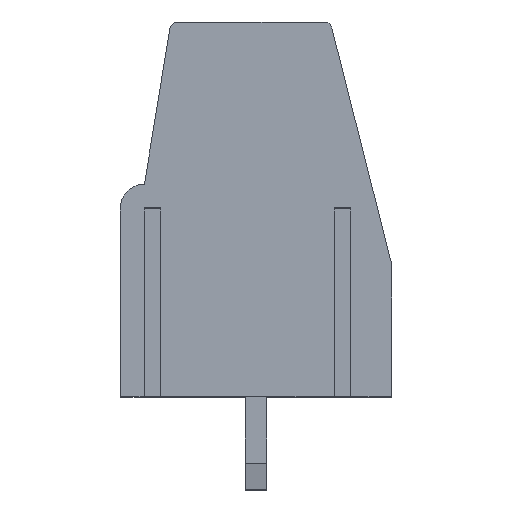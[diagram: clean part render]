
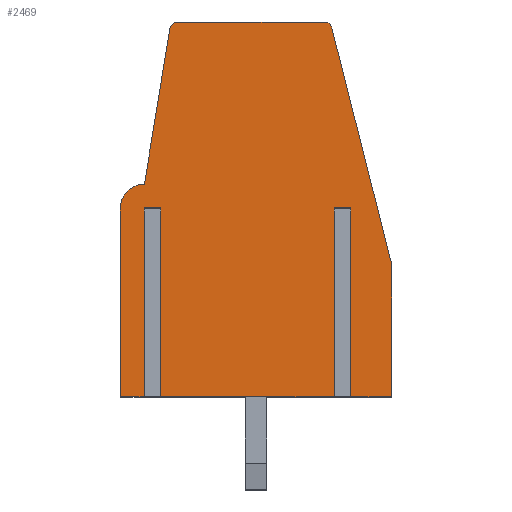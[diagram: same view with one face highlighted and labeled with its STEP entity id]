
A CAD part, top view. The second image highlights one B-rep face of the part: STEP entity #2469.
In plain terms, the highlighted planar face has unit normal (0, 0, 1).
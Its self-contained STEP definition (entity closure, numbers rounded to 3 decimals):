
#5 = ORIENTED_EDGE ( 'NONE', *, *, #2033, .F. ) ;
#20 = CARTESIAN_POINT ( 'NONE',  ( 0.89, 7.1, -2.54 ) ) ;
#21 = VERTEX_POINT ( 'NONE', #455 ) ;
#25 = DIRECTION ( 'NONE',  ( 1., 0., 0. ) ) ;
#26 = VECTOR ( 'NONE', #25, 1000. ) ;
#40 = LINE ( 'NONE', #1402, #3796 ) ;
#52 = CARTESIAN_POINT ( 'NONE',  ( 10.2, 5., -2.54 ) ) ;
#92 = VECTOR ( 'NONE', #2784, 1000. ) ;
#110 = CARTESIAN_POINT ( 'NONE',  ( 1.51, 7.1, -2.54 ) ) ;
#134 = CARTESIAN_POINT ( 'NONE',  ( 2.155, 14.1, -2.54 ) ) ;
#149 = VERTEX_POINT ( 'NONE', #3551 ) ;
#210 = DIRECTION ( 'NONE',  ( -1., 0., 0. ) ) ;
#232 = VERTEX_POINT ( 'NONE', #2251 ) ;
#241 = FACE_OUTER_BOUND ( 'NONE', #2922, .T. ) ;
#243 = ORIENTED_EDGE ( 'NONE', *, *, #4150, .F. ) ;
#266 = VERTEX_POINT ( 'NONE', #1326 ) ;
#301 = CARTESIAN_POINT ( 'NONE',  ( 7.9, 14.1, -2.54 ) ) ;
#338 = VERTEX_POINT ( 'NONE', #2194 ) ;
#365 = VECTOR ( 'NONE', #1095, 1000. ) ;
#366 = EDGE_CURVE ( 'NONE', #266, #232, #3647, .T. ) ;
#384 = CARTESIAN_POINT ( 'NONE',  ( 1.9, 14.1, -2.54 ) ) ;
#455 = CARTESIAN_POINT ( 'NONE',  ( 0.9, 8., -2.54 ) ) ;
#477 = DIRECTION ( 'NONE',  ( -1., 0., 0. ) ) ;
#534 = CARTESIAN_POINT ( 'NONE',  ( 10.2, 0., -2.54 ) ) ;
#539 = VERTEX_POINT ( 'NONE', #3223 ) ;
#553 = EDGE_CURVE ( 'NONE', #539, #338, #715, .T. ) ;
#573 = VERTEX_POINT ( 'NONE', #2742 ) ;
#662 = AXIS2_PLACEMENT_3D ( 'NONE', #2757, #2438, #3761 ) ;
#712 = VECTOR ( 'NONE', #2332, 1000. ) ;
#715 = LINE ( 'NONE', #301, #712 ) ;
#717 = CIRCLE ( 'NONE', #1301, 0.9 ) ;
#724 = VECTOR ( 'NONE', #2836, 1000. ) ;
#738 = LINE ( 'NONE', #2111, #3342 ) ;
#747 = ORIENTED_EDGE ( 'NONE', *, *, #2384, .F. ) ;
#757 = EDGE_CURVE ( 'NONE', #1336, #3981, #3174, .T. ) ;
#774 = ORIENTED_EDGE ( 'NONE', *, *, #3277, .T. ) ;
#827 = DIRECTION ( 'NONE',  ( -1., 0., 0. ) ) ;
#852 = EDGE_CURVE ( 'NONE', #2166, #573, #2219, .T. ) ;
#880 = ORIENTED_EDGE ( 'NONE', *, *, #2804, .T. ) ;
#923 = VECTOR ( 'NONE', #2255, 1000. ) ;
#1032 = ORIENTED_EDGE ( 'NONE', *, *, #1785, .F. ) ;
#1046 = ORIENTED_EDGE ( 'NONE', *, *, #757, .F. ) ;
#1095 = DIRECTION ( 'NONE',  ( 0., 1., 0. ) ) ;
#1144 = DIRECTION ( 'NONE',  ( 0., -1., 0. ) ) ;
#1189 = LINE ( 'NONE', #3233, #724 ) ;
#1274 = VECTOR ( 'NONE', #210, 1000. ) ;
#1301 = AXIS2_PLACEMENT_3D ( 'NONE', #4099, #1387, #2435 ) ;
#1307 = VECTOR ( 'NONE', #3868, 1000. ) ;
#1326 = CARTESIAN_POINT ( 'NONE',  ( 1.51, 7.1, -2.54 ) ) ;
#1336 = VERTEX_POINT ( 'NONE', #1892 ) ;
#1387 = DIRECTION ( 'NONE',  ( 0., 0., -1. ) ) ;
#1392 = DIRECTION ( 'NONE',  ( -1., 0., 0. ) ) ;
#1402 = CARTESIAN_POINT ( 'NONE',  ( 0.89, 66.33, -2.54 ) ) ;
#1450 = VECTOR ( 'NONE', #477, 1000. ) ;
#1465 = CARTESIAN_POINT ( 'NONE',  ( 0., 7.1, -2.54 ) ) ;
#1490 = DIRECTION ( 'NONE',  ( 0., -1., 0. ) ) ;
#1562 = EDGE_CURVE ( 'NONE', #3981, #21, #717, .T. ) ;
#1618 = EDGE_CURVE ( 'NONE', #21, #3219, #3461, .T. ) ;
#1672 = ORIENTED_EDGE ( 'NONE', *, *, #2949, .F. ) ;
#1673 = AXIS2_PLACEMENT_3D ( 'NONE', #3270, #2586, #3919 ) ;
#1700 = EDGE_CURVE ( 'NONE', #149, #232, #3724, .T. ) ;
#1785 = EDGE_CURVE ( 'NONE', #2728, #149, #1189, .T. ) ;
#1796 = DIRECTION ( 'NONE',  ( -1., 0., 0. ) ) ;
#1892 = CARTESIAN_POINT ( 'NONE',  ( 0., 0., -2.54 ) ) ;
#1911 = CARTESIAN_POINT ( 'NONE',  ( 10.2, 0., -2.54 ) ) ;
#2008 = VECTOR ( 'NONE', #827, 1000. ) ;
#2019 = CARTESIAN_POINT ( 'NONE',  ( 10.2, 0., -2.54 ) ) ;
#2033 = EDGE_CURVE ( 'NONE', #338, #2166, #3103, .T. ) ;
#2048 = ORIENTED_EDGE ( 'NONE', *, *, #366, .T. ) ;
#2111 = CARTESIAN_POINT ( 'NONE',  ( 8.66, 7.1, -2.54 ) ) ;
#2166 = VERTEX_POINT ( 'NONE', #2936 ) ;
#2194 = CARTESIAN_POINT ( 'NONE',  ( 10.2, 5., -2.54 ) ) ;
#2219 = LINE ( 'NONE', #534, #2008 ) ;
#2251 = CARTESIAN_POINT ( 'NONE',  ( 1.51, 0., -2.54 ) ) ;
#2255 = DIRECTION ( 'NONE',  ( 0., -1., 0. ) ) ;
#2277 = CARTESIAN_POINT ( 'NONE',  ( 0.89, 0., -2.54 ) ) ;
#2332 = DIRECTION ( 'NONE',  ( 0.245, -0.97, 0. ) ) ;
#2381 = VERTEX_POINT ( 'NONE', #134 ) ;
#2384 = EDGE_CURVE ( 'NONE', #266, #3546, #3186, .T. ) ;
#2417 = ORIENTED_EDGE ( 'NONE', *, *, #3201, .F. ) ;
#2435 = DIRECTION ( 'NONE',  ( 1., 0., 0. ) ) ;
#2438 = DIRECTION ( 'NONE',  ( 0., 0., 1. ) ) ;
#2469 = ADVANCED_FACE ( 'NONE', ( #241 ), #4260, .F. ) ;
#2482 = CARTESIAN_POINT ( 'NONE',  ( 1.859, 13.849, -2.54 ) ) ;
#2492 = ORIENTED_EDGE ( 'NONE', *, *, #1562, .F. ) ;
#2586 = DIRECTION ( 'NONE',  ( 0., 0., -1. ) ) ;
#2591 = CIRCLE ( 'NONE', #4053, 0.3 ) ;
#2626 = EDGE_CURVE ( 'NONE', #2634, #573, #3138, .T. ) ;
#2634 = VERTEX_POINT ( 'NONE', #3108 ) ;
#2646 = CARTESIAN_POINT ( 'NONE',  ( 1.51, 66.33, -2.54 ) ) ;
#2708 = DIRECTION ( 'NONE',  ( 0., 0., 1. ) ) ;
#2728 = VERTEX_POINT ( 'NONE', #3960 ) ;
#2742 = CARTESIAN_POINT ( 'NONE',  ( 8.66, 0., -2.54 ) ) ;
#2743 = CARTESIAN_POINT ( 'NONE',  ( 7.666, 14.1, -2.54 ) ) ;
#2757 = CARTESIAN_POINT ( 'NONE',  ( 2.155, 13.8, -2.54 ) ) ;
#2767 = ORIENTED_EDGE ( 'NONE', *, *, #553, .F. ) ;
#2784 = DIRECTION ( 'NONE',  ( 0.162, 0.987, 0. ) ) ;
#2804 = EDGE_CURVE ( 'NONE', #539, #2822, #2591, .T. ) ;
#2822 = VERTEX_POINT ( 'NONE', #2743 ) ;
#2836 = DIRECTION ( 'NONE',  ( 0., -1., 0. ) ) ;
#2859 = VECTOR ( 'NONE', #1144, 1000. ) ;
#2922 = EDGE_LOOP ( 'NONE', ( #747, #2048, #4021, #1032, #1672, #3283, #3249, #5, #2767, #880, #2417, #774, #3573, #2492, #1046, #243, #3701 ) ) ;
#2936 = CARTESIAN_POINT ( 'NONE',  ( 10.2, 0., -2.54 ) ) ;
#2949 = EDGE_CURVE ( 'NONE', #2634, #2728, #738, .T. ) ;
#2980 = CARTESIAN_POINT ( 'NONE',  ( 7.666, 13.8, -2.54 ) ) ;
#3059 = LINE ( 'NONE', #384, #26 ) ;
#3069 = CIRCLE ( 'NONE', #662, 0.3 ) ;
#3103 = LINE ( 'NONE', #52, #2859 ) ;
#3108 = CARTESIAN_POINT ( 'NONE',  ( 8.66, 7.1, -2.54 ) ) ;
#3138 = LINE ( 'NONE', #4212, #1307 ) ;
#3174 = LINE ( 'NONE', #4133, #365 ) ;
#3186 = LINE ( 'NONE', #110, #1450 ) ;
#3201 = EDGE_CURVE ( 'NONE', #2381, #2822, #3059, .T. ) ;
#3219 = VERTEX_POINT ( 'NONE', #2482 ) ;
#3223 = CARTESIAN_POINT ( 'NONE',  ( 7.957, 13.874, -2.54 ) ) ;
#3233 = CARTESIAN_POINT ( 'NONE',  ( 8.04, 66.33, -2.54 ) ) ;
#3249 = ORIENTED_EDGE ( 'NONE', *, *, #852, .F. ) ;
#3270 = CARTESIAN_POINT ( 'NONE',  ( 0.9, 7.1, -2.54 ) ) ;
#3277 = EDGE_CURVE ( 'NONE', #2381, #3219, #3069, .T. ) ;
#3283 = ORIENTED_EDGE ( 'NONE', *, *, #2626, .T. ) ;
#3342 = VECTOR ( 'NONE', #1796, 1000. ) ;
#3436 = CARTESIAN_POINT ( 'NONE',  ( 0.9, 8., -2.54 ) ) ;
#3461 = LINE ( 'NONE', #3436, #92 ) ;
#3546 = VERTEX_POINT ( 'NONE', #20 ) ;
#3551 = CARTESIAN_POINT ( 'NONE',  ( 8.04, 0., -2.54 ) ) ;
#3573 = ORIENTED_EDGE ( 'NONE', *, *, #1618, .F. ) ;
#3647 = LINE ( 'NONE', #2646, #923 ) ;
#3701 = ORIENTED_EDGE ( 'NONE', *, *, #4055, .F. ) ;
#3724 = LINE ( 'NONE', #2019, #4277 ) ;
#3761 = DIRECTION ( 'NONE',  ( -1., 0., 0. ) ) ;
#3796 = VECTOR ( 'NONE', #1490, 1000. ) ;
#3868 = DIRECTION ( 'NONE',  ( 0., -1., 0. ) ) ;
#3870 = LINE ( 'NONE', #1911, #1274 ) ;
#3919 = DIRECTION ( 'NONE',  ( -1., 0., 0. ) ) ;
#3960 = CARTESIAN_POINT ( 'NONE',  ( 8.04, 7.1, -2.54 ) ) ;
#3981 = VERTEX_POINT ( 'NONE', #1465 ) ;
#4021 = ORIENTED_EDGE ( 'NONE', *, *, #1700, .F. ) ;
#4042 = DIRECTION ( 'NONE',  ( -1., 0., 0. ) ) ;
#4053 = AXIS2_PLACEMENT_3D ( 'NONE', #2980, #2708, #4042 ) ;
#4055 = EDGE_CURVE ( 'NONE', #3546, #4196, #40, .T. ) ;
#4099 = CARTESIAN_POINT ( 'NONE',  ( 0.9, 7.1, -2.54 ) ) ;
#4133 = CARTESIAN_POINT ( 'NONE',  ( 0., 0., -2.54 ) ) ;
#4150 = EDGE_CURVE ( 'NONE', #4196, #1336, #3870, .T. ) ;
#4196 = VERTEX_POINT ( 'NONE', #2277 ) ;
#4212 = CARTESIAN_POINT ( 'NONE',  ( 8.66, 66.33, -2.54 ) ) ;
#4260 = PLANE ( 'NONE',  #1673 ) ;
#4277 = VECTOR ( 'NONE', #1392, 1000. ) ;
